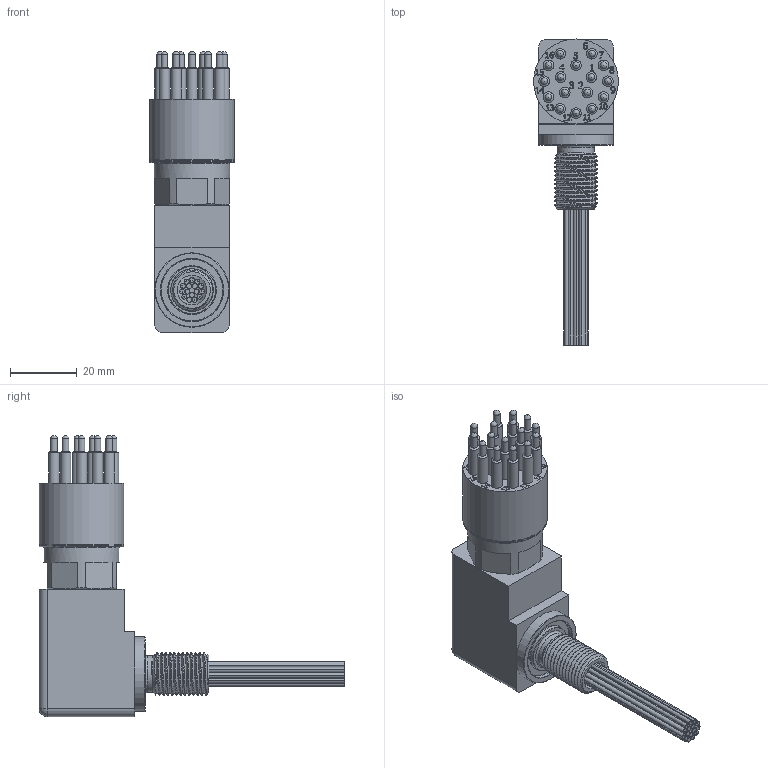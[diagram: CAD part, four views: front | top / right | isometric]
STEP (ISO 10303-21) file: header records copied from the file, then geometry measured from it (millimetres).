
FILE_DESCRIPTION(/* description */ (''),/* implementation_level */ '2;1');
FILE_NAME(/* name */ 'MCBHRA16M.stp',/* time_stamp */ '2015-10-06T08:34:24+02:00',/* author */ ('sh'),/* organization */ (''),/* preprocessor_version */ 'ST-DEVELOPER v15.2',/* originating_system */ 'Autodesk Inventor 2014',/* authorisation */ '');
FILE_SCHEMA (('AUTOMOTIVE_DESIGN { 1 0 10303 214 3 1 1 }'));
Length unit declared in the file: inch
Products named in the file (1): MCBHRA16M
Bounding box: 25.35 x 91.44 x 84.04 mm (x, y, z)
Volume: 40017.5 mm3; surface area: 26819.2 mm2
Topology: 47 solids, 47 shells, 808 faces, 2006 edges, 1348 vertices
Faces by surface type: plane 389, bspline 203, cylinder 123, cone 69, torus 22, sphere 2
Full cylindrical faces by diameter (mm): 1.321 x16, 1.499 x6, 1.986 x16, 2.007 x16, 3.175 x16, 7.671 x2, 8.89 x1, 10.871 x1, 10.922 x1, 11.1 x2, 11.51 x6, 12.852 x2, 14.275 x2, 18.694 x1, 18.745 x1, 19.05 x2, 22.225 x1, 22.555 x1, 25.349 x2
Entity records: 27646 total; most frequent: CARTESIAN_POINT 10481, ORIENTED_EDGE 3468, DIRECTION 2803, EDGE_CURVE 1734, VERTEX_POINT 1263, EDGE_LOOP 1041, AXIS2_PLACEMENT_3D 953, LINE 897
